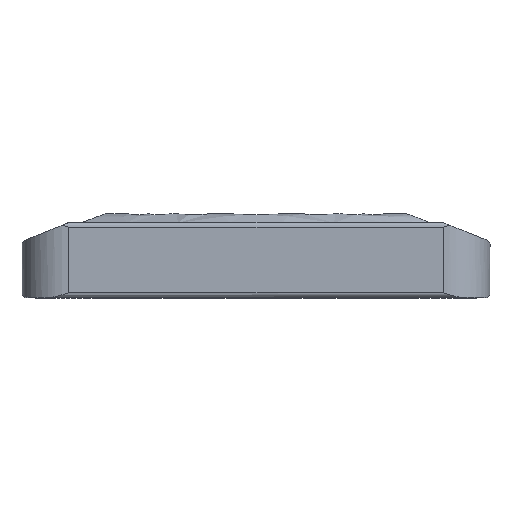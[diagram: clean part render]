
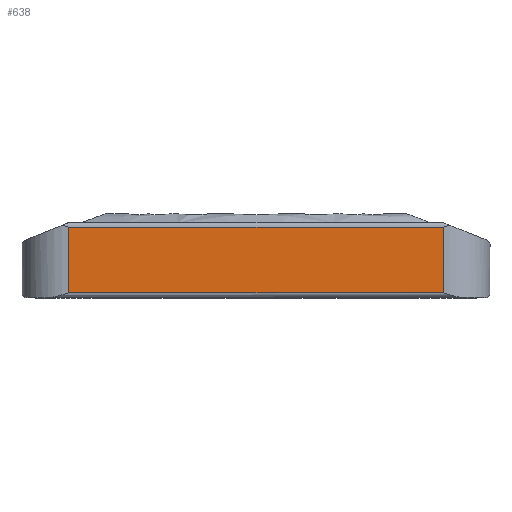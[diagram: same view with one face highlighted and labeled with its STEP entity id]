
A CAD part, top view. The second image highlights one B-rep face of the part: STEP entity #638.
In plain terms, the highlighted planar face has unit normal (0, 0, 1).
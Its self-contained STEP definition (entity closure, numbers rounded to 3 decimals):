
#2 = FACE_OUTER_BOUND ( 'NONE', #1973, .T. ) ;
#19 = CARTESIAN_POINT ( 'NONE',  ( 20., 0., 50. ) ) ;
#136 = ORIENTED_EDGE ( 'NONE', *, *, #1610, .F. ) ;
#198 = CARTESIAN_POINT ( 'NONE',  ( 20., 7.5, 50. ) ) ;
#280 = DIRECTION ( 'NONE',  ( 0., 1., 0. ) ) ;
#315 = DIRECTION ( 'NONE',  ( -1., 0., 0. ) ) ;
#350 = EDGE_CURVE ( 'NONE', #1282, #410, #1932, .T. ) ;
#410 = VERTEX_POINT ( 'NONE', #1619 ) ;
#482 = CARTESIAN_POINT ( 'NONE',  ( -20., 0., 50. ) ) ;
#527 = CARTESIAN_POINT ( 'NONE',  ( -20., 7.5, 50. ) ) ;
#616 = PLANE ( 'NONE',  #1452 ) ;
#638 = ADVANCED_FACE ( 'NONE', ( #2 ), #616, .T. ) ;
#751 = CARTESIAN_POINT ( 'NONE',  ( 20., 0.5, 50. ) ) ;
#775 = VECTOR ( 'NONE', #2115, 1000. ) ;
#1065 = LINE ( 'NONE', #19, #775 ) ;
#1072 = EDGE_CURVE ( 'NONE', #1940, #1282, #1065, .T. ) ;
#1258 = CARTESIAN_POINT ( 'NONE',  ( 0., 3.837, 50. ) ) ;
#1270 = EDGE_CURVE ( 'NONE', #1940, #2606, #1896, .T. ) ;
#1282 = VERTEX_POINT ( 'NONE', #751 ) ;
#1406 = VECTOR ( 'NONE', #1791, 1000. ) ;
#1452 = AXIS2_PLACEMENT_3D ( 'NONE', #1258, #2747, #1466 ) ;
#1466 = DIRECTION ( 'NONE',  ( 1., 0., 0. ) ) ;
#1598 = CARTESIAN_POINT ( 'NONE',  ( 0., 0.5, 50. ) ) ;
#1610 = EDGE_CURVE ( 'NONE', #410, #2606, #1668, .T. ) ;
#1619 = CARTESIAN_POINT ( 'NONE',  ( -20., 0.5, 50. ) ) ;
#1632 = VECTOR ( 'NONE', #280, 1000. ) ;
#1668 = LINE ( 'NONE', #482, #1632 ) ;
#1791 = DIRECTION ( 'NONE',  ( -1., 0., 0. ) ) ;
#1852 = ORIENTED_EDGE ( 'NONE', *, *, #1270, .T. ) ;
#1896 = LINE ( 'NONE', #2005, #1406 ) ;
#1908 = ORIENTED_EDGE ( 'NONE', *, *, #350, .F. ) ;
#1932 = LINE ( 'NONE', #1598, #1999 ) ;
#1940 = VERTEX_POINT ( 'NONE', #198 ) ;
#1973 = EDGE_LOOP ( 'NONE', ( #2672, #1852, #136, #1908 ) ) ;
#1999 = VECTOR ( 'NONE', #315, 1000. ) ;
#2005 = CARTESIAN_POINT ( 'NONE',  ( 0., 7.5, 50. ) ) ;
#2115 = DIRECTION ( 'NONE',  ( 0., -1., 0. ) ) ;
#2606 = VERTEX_POINT ( 'NONE', #527 ) ;
#2672 = ORIENTED_EDGE ( 'NONE', *, *, #1072, .F. ) ;
#2747 = DIRECTION ( 'NONE',  ( 0., 0., 1. ) ) ;
